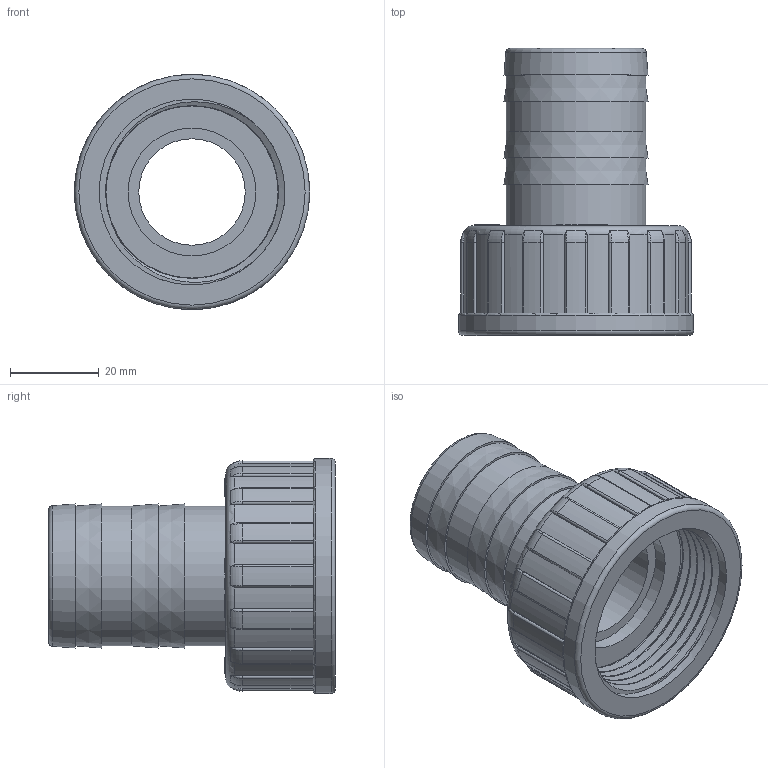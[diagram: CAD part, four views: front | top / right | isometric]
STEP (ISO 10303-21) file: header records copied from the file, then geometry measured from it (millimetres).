
FILE_DESCRIPTION(/* description */ (''),/* implementation_level */ '2;1');
FILE_NAME(/* name */ '水泵接头40X32.stp',/* time_stamp */ '2026-03-28T10:02:02+08:00',/* author */ (''),/* organization */ (''),/* preprocessor_version */ 'ST-DEVELOPER v16.7',/* originating_system */ 'SIEMENS PLM Software NX 12.0',/* authorisation */ '');
FILE_SCHEMA (('AUTOMOTIVE_DESIGN { 1 0 10303 214 3 1 1 1 }'));
Length unit declared in the file: millimetre
Products named in the file (1): Admi094C974Bl1xg
Bounding box: 53 x 64.7 x 53 mm (x, y, z)
Volume: 41303.2 mm3; surface area: 23179.2 mm2
Topology: 3 solids, 3 shells, 456 faces, 1174 edges, 759 vertices
Faces by surface type: plane 200, extrusion 104, cylinder 89, bspline 37, torus 22, cone 4
Full cylindrical faces by diameter (mm): 2 x1, 3 x1, 24 x1, 28.8 x1, 31.5 x2, 34.8 x1, 35.2 x1, 38.5 x1, 38.8 x1, 41.91 x8, 53 x1
Entity records: 18862 total; most frequent: CARTESIAN_POINT 8689, ORIENTED_EDGE 2252, DIRECTION 1699, EDGE_CURVE 1126, VERTEX_POINT 741, VECTOR 669, LINE 565, AXIS2_PLACEMENT_3D 515
